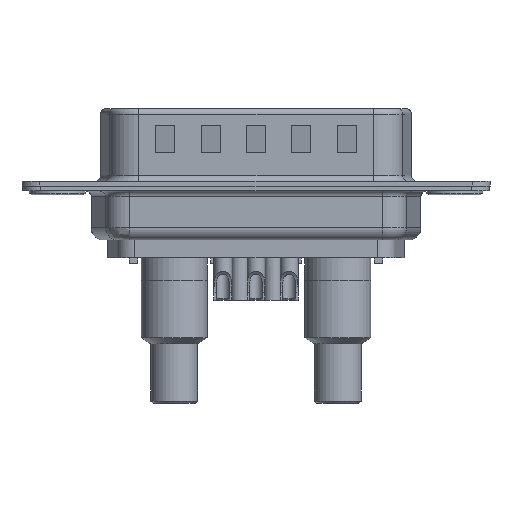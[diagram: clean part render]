
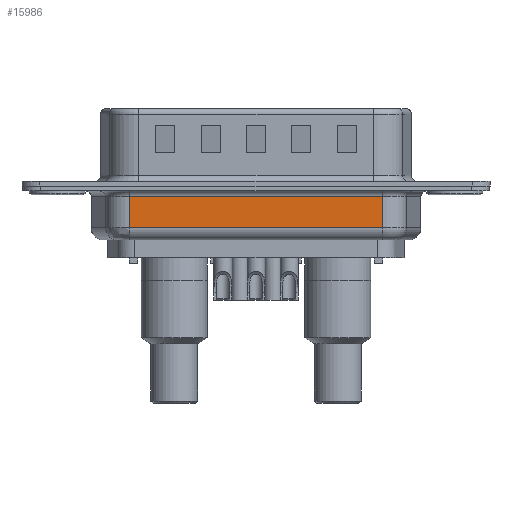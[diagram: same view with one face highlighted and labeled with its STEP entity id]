
A CAD part, front view. The second image highlights one B-rep face of the part: STEP entity #15986.
In plain terms, the highlighted planar face has unit normal (0, -1, 0).
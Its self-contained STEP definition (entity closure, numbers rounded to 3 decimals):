
#338 = CARTESIAN_POINT ( 'NONE',  ( 10.619, -5.35, 2.5 ) ) ;
#2380 = LINE ( 'NONE', #338, #14222 ) ;
#2689 = VECTOR ( 'NONE', #13085, 1000. ) ;
#3697 = FACE_OUTER_BOUND ( 'NONE', #11451, .T. ) ;
#4133 = ORIENTED_EDGE ( 'NONE', *, *, #15851, .T. ) ;
#4401 = AXIS2_PLACEMENT_3D ( 'NONE', #18787, #4486, #15153 ) ;
#4486 = DIRECTION ( 'NONE',  ( 0., -1., 0. ) ) ;
#4559 = VERTEX_POINT ( 'NONE', #15121 ) ;
#5314 = EDGE_CURVE ( 'NONE', #4559, #6379, #18865, .T. ) ;
#5506 = CARTESIAN_POINT ( 'NONE',  ( -10.619, -5.35, 1.6 ) ) ;
#6357 = DIRECTION ( 'NONE',  ( -1., 0., 0. ) ) ;
#6379 = VERTEX_POINT ( 'NONE', #5506 ) ;
#6669 = VECTOR ( 'NONE', #6357, 1000. ) ;
#7498 = DIRECTION ( 'NONE',  ( 0., 0., 1. ) ) ;
#7685 = CARTESIAN_POINT ( 'NONE',  ( -10.619, -5.35, 2.5 ) ) ;
#8313 = CARTESIAN_POINT ( 'NONE',  ( 10.619, -5.35, -1. ) ) ;
#10606 = VECTOR ( 'NONE', #18192, 1000. ) ;
#10937 = ORIENTED_EDGE ( 'NONE', *, *, #5314, .F. ) ;
#11451 = EDGE_LOOP ( 'NONE', ( #22067, #22276, #10937, #4133 ) ) ;
#13085 = DIRECTION ( 'NONE',  ( 0., 0., 1. ) ) ;
#13218 = CARTESIAN_POINT ( 'NONE',  ( 10.717, -5.35, 1.6 ) ) ;
#13634 = LINE ( 'NONE', #21816, #10606 ) ;
#14030 = EDGE_CURVE ( 'NONE', #14952, #19623, #2380, .T. ) ;
#14222 = VECTOR ( 'NONE', #7498, 1000. ) ;
#14952 = VERTEX_POINT ( 'NONE', #8313 ) ;
#15121 = CARTESIAN_POINT ( 'NONE',  ( -10.619, -5.35, -1. ) ) ;
#15153 = DIRECTION ( 'NONE',  ( 0., 0., -1. ) ) ;
#15851 = EDGE_CURVE ( 'NONE', #4559, #14952, #13634, .T. ) ;
#15986 = ADVANCED_FACE ( 'NONE', ( #3697 ), #21977, .T. ) ;
#17284 = EDGE_CURVE ( 'NONE', #19623, #6379, #17888, .T. ) ;
#17888 = LINE ( 'NONE', #13218, #6669 ) ;
#18192 = DIRECTION ( 'NONE',  ( 1., 0., 0. ) ) ;
#18787 = CARTESIAN_POINT ( 'NONE',  ( -10.619, -5.35, 2.5 ) ) ;
#18865 = LINE ( 'NONE', #7685, #2689 ) ;
#19623 = VERTEX_POINT ( 'NONE', #20362 ) ;
#20362 = CARTESIAN_POINT ( 'NONE',  ( 10.619, -5.35, 1.6 ) ) ;
#21816 = CARTESIAN_POINT ( 'NONE',  ( -10.619, -5.35, -1. ) ) ;
#21977 = PLANE ( 'NONE',  #4401 ) ;
#22067 = ORIENTED_EDGE ( 'NONE', *, *, #14030, .T. ) ;
#22276 = ORIENTED_EDGE ( 'NONE', *, *, #17284, .T. ) ;
